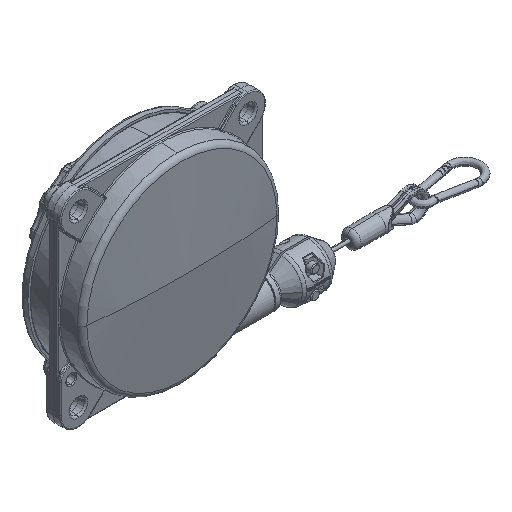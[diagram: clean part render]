
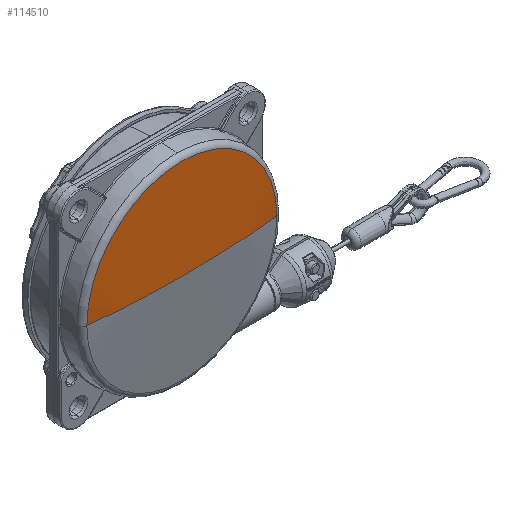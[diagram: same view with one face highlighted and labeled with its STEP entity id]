
A CAD part, isometric view. The second image highlights one B-rep face of the part: STEP entity #114510.
In plain terms, the highlighted spherical face has radius 505 mm.
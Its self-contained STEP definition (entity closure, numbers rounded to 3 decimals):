
#1449 = CIRCLE ( 'NONE', #115940, 52.285 ) ;
#3673 = AXIS2_PLACEMENT_3D ( 'NONE', #36552, #36551, #36625 ) ;
#4594 = SPHERICAL_SURFACE ( 'NONE', #3673, 505. ) ;
#4615 = FACE_OUTER_BOUND ( 'NONE', #49026, .T. ) ;
#7596 = ORIENTED_EDGE ( 'NONE', *, *, #76219, .T. ) ;
#7598 = ORIENTED_EDGE ( 'NONE', *, *, #76218, .F. ) ;
#7973 = ORIENTED_EDGE ( 'NONE', *, *, #14229, .T. ) ;
#14229 = EDGE_CURVE ( 'NONE', #94579, #94584, #1449, .T. ) ;
#23872 = CIRCLE ( 'NONE', #51143, 505. ) ;
#23875 = CIRCLE ( 'NONE', #51142, 505. ) ;
#36551 = DIRECTION ( 'NONE',  ( 0., 0., 1. ) ) ;
#36552 = CARTESIAN_POINT ( 'NONE',  ( 0., 488.035, 0. ) ) ;
#36625 = DIRECTION ( 'NONE',  ( -1., 0., 0. ) ) ;
#49026 = EDGE_LOOP ( 'NONE', ( #7598, #7596, #7973 ) ) ;
#51142 = AXIS2_PLACEMENT_3D ( 'NONE', #74795, #74798, #74801 ) ;
#51143 = AXIS2_PLACEMENT_3D ( 'NONE', #74808, #74811, #74813 ) ;
#70263 = CARTESIAN_POINT ( 'NONE',  ( 52.285, -14.251, 0. ) ) ;
#70266 = CARTESIAN_POINT ( 'NONE',  ( -52.285, -14.251, 0. ) ) ;
#74795 = CARTESIAN_POINT ( 'NONE',  ( 0., 488.035, 0. ) ) ;
#74798 = DIRECTION ( 'NONE',  ( 0., 0., -1. ) ) ;
#74801 = DIRECTION ( 'NONE',  ( -1., 0., 0. ) ) ;
#74808 = CARTESIAN_POINT ( 'NONE',  ( 0., 488.035, 0. ) ) ;
#74811 = DIRECTION ( 'NONE',  ( 0., 0., 1. ) ) ;
#74813 = DIRECTION ( 'NONE',  ( 1., 0., 0. ) ) ;
#76218 = EDGE_CURVE ( 'NONE', #78247, #94584, #23875, .T. ) ;
#76219 = EDGE_CURVE ( 'NONE', #78247, #94579, #23872, .T. ) ;
#78247 = VERTEX_POINT ( 'NONE', #108600 ) ;
#94579 = VERTEX_POINT ( 'NONE', #70263 ) ;
#94584 = VERTEX_POINT ( 'NONE', #70266 ) ;
#108600 = CARTESIAN_POINT ( 'NONE',  ( 0., -16.965, 0. ) ) ;
#108727 = CARTESIAN_POINT ( 'NONE',  ( 0., -14.251, 0. ) ) ;
#108729 = DIRECTION ( 'NONE',  ( 0., -1., 0. ) ) ;
#108731 = DIRECTION ( 'NONE',  ( -1., 0., 0. ) ) ;
#114510 = ADVANCED_FACE ( 'NONE', ( #4615 ), #4594, .T. ) ;
#115940 = AXIS2_PLACEMENT_3D ( 'NONE', #108727, #108729, #108731 ) ;
